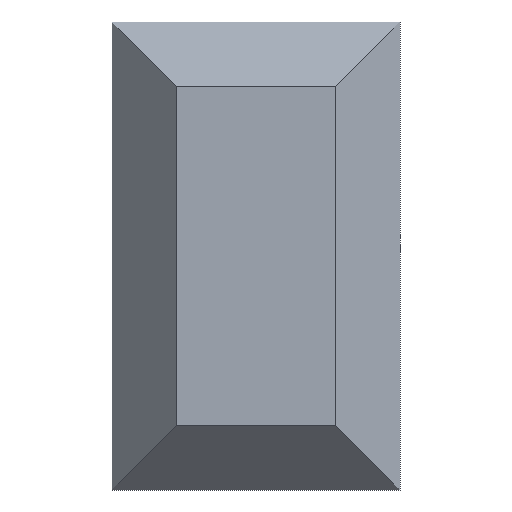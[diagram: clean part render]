
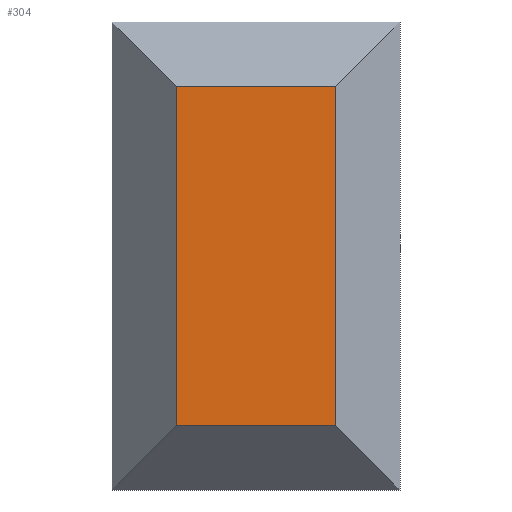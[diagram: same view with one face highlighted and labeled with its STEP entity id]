
A CAD part, front view. The second image highlights one B-rep face of the part: STEP entity #304.
In plain terms, the highlighted planar face has unit normal (0, -1, 0).
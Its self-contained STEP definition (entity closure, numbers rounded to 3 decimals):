
#22=FACE_OUTER_BOUND('',#41,.T.);
#41=EDGE_LOOP('',(#223,#224,#225,#226));
#57=LINE('',#447,#97);
#59=LINE('',#452,#99);
#64=LINE('',#460,#104);
#66=LINE('',#463,#106);
#97=VECTOR('',#365,10.);
#99=VECTOR('',#369,10.);
#104=VECTOR('',#376,10.);
#106=VECTOR('',#380,10.);
#137=VERTEX_POINT('',#444);
#138=VERTEX_POINT('',#446);
#139=VERTEX_POINT('',#450);
#140=VERTEX_POINT('',#451);
#161=EDGE_CURVE('',#137,#138,#57,.T.);
#163=EDGE_CURVE('',#139,#140,#59,.T.);
#168=EDGE_CURVE('',#140,#137,#64,.T.);
#170=EDGE_CURVE('',#138,#139,#66,.T.);
#223=ORIENTED_EDGE('',*,*,#163,.F.);
#224=ORIENTED_EDGE('',*,*,#170,.F.);
#225=ORIENTED_EDGE('',*,*,#161,.F.);
#226=ORIENTED_EDGE('',*,*,#168,.F.);
#285=PLANE('',#346);
#304=ADVANCED_FACE('',(#22),#285,.F.);
#346=AXIS2_PLACEMENT_3D('',#474,#390,#391);
#365=DIRECTION('',(1.,0.,0.));
#369=DIRECTION('',(-1.,0.,0.));
#376=DIRECTION('',(0.,0.,1.));
#380=DIRECTION('',(0.,0.,-1.));
#390=DIRECTION('center_axis',(0.,1.,0.));
#391=DIRECTION('ref_axis',(0.,0.,1.));
#444=CARTESIAN_POINT('',(-22.125,-22.95,93.125));
#446=CARTESIAN_POINT('',(22.125,-22.95,93.125));
#447=CARTESIAN_POINT('',(0.,-22.95,93.125));
#450=CARTESIAN_POINT('',(22.125,-22.95,-1.125));
#451=CARTESIAN_POINT('',(-22.125,-22.95,-1.125));
#452=CARTESIAN_POINT('',(0.,-22.95,-1.125));
#460=CARTESIAN_POINT('',(-22.125,-22.95,23.));
#463=CARTESIAN_POINT('',(22.125,-22.95,23.));
#474=CARTESIAN_POINT('Origin',(0.,-22.95,46.));
